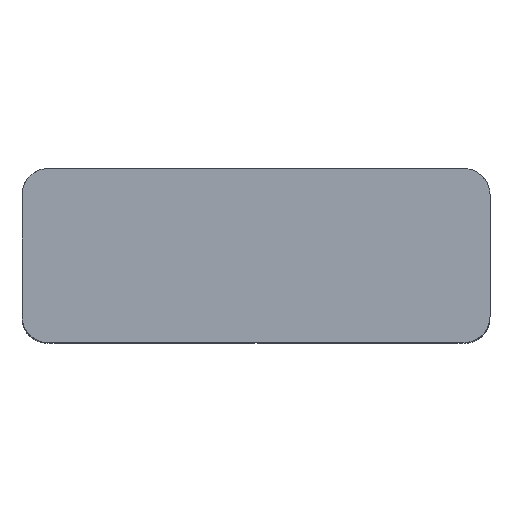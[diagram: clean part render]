
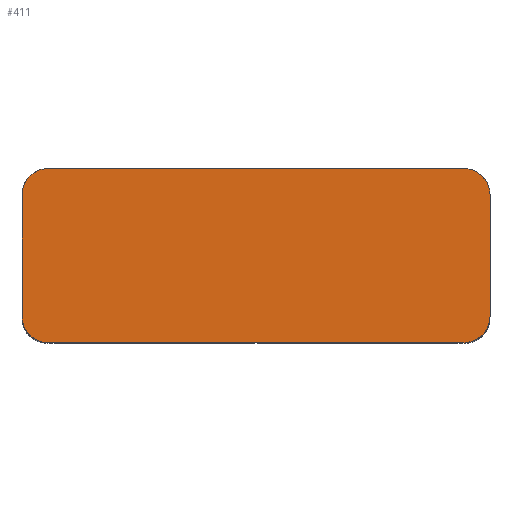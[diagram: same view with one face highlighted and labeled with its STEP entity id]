
A CAD part, top view. The second image highlights one B-rep face of the part: STEP entity #411.
In plain terms, the highlighted planar face has unit normal (0, 0, 1).
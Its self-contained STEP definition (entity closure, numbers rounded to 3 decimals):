
#411=ADVANCED_FACE($,(#835),#5458,.T.);
#835=FACE_OUTER_BOUND($,#1279,.T.);
#1279=EDGE_LOOP($,(#2924,#2925,#2926,#2927,#2928,#2929,#2930,#2931));
#2924=ORIENTED_EDGE($,*,*,#4263,.F.);
#2925=ORIENTED_EDGE($,*,*,#4267,.F.);
#2926=ORIENTED_EDGE($,*,*,#4270,.F.);
#2927=ORIENTED_EDGE($,*,*,#4273,.F.);
#2928=ORIENTED_EDGE($,*,*,#4276,.F.);
#2929=ORIENTED_EDGE($,*,*,#4279,.F.);
#2930=ORIENTED_EDGE($,*,*,#4282,.F.);
#2931=ORIENTED_EDGE($,*,*,#4284,.F.);
#4263=EDGE_CURVE($,#5076,#5077,#6714,.T.);
#4267=EDGE_CURVE($,#5079,#5076,#6204,.T.);
#4270=EDGE_CURVE($,#5081,#5079,#6716,.T.);
#4273=EDGE_CURVE($,#5083,#5081,#6208,.T.);
#4276=EDGE_CURVE($,#5085,#5083,#6718,.T.);
#4279=EDGE_CURVE($,#5087,#5085,#6212,.T.);
#4282=EDGE_CURVE($,#5089,#5087,#6720,.T.);
#4284=EDGE_CURVE($,#5077,#5089,#6215,.T.);
#5076=VERTEX_POINT($,#11528);
#5077=VERTEX_POINT($,#11529);
#5079=VERTEX_POINT($,#11531);
#5081=VERTEX_POINT($,#11533);
#5083=VERTEX_POINT($,#11535);
#5085=VERTEX_POINT($,#11537);
#5087=VERTEX_POINT($,#11539);
#5089=VERTEX_POINT($,#11541);
#5458=PLANE($,#7023);
#6204=B_SPLINE_CURVE_WITH_KNOTS($,1,(#11454,#11455),.UNSPECIFIED.,.F.,.F.,
(2,2),(-260.,0.),.UNSPECIFIED.);
#6208=B_SPLINE_CURVE_WITH_KNOTS($,1,(#11468,#11469),.UNSPECIFIED.,.F.,.F.,
(2,2),(-888.,0.),.UNSPECIFIED.);
#6212=B_SPLINE_CURVE_WITH_KNOTS($,1,(#11482,#11483),.UNSPECIFIED.,.F.,.F.,
(2,2),(-260.,0.),.UNSPECIFIED.);
#6215=B_SPLINE_CURVE_WITH_KNOTS($,1,(#11494,#11495),.UNSPECIFIED.,.F.,.F.,
(2,2),(-888.,0.),.UNSPECIFIED.);
#6714=(
BOUNDED_CURVE()
B_SPLINE_CURVE(2,(#11445,#11446,#11447),.UNSPECIFIED.,.F.,.F.)
B_SPLINE_CURVE_WITH_KNOTS((3,3),(-87.965,0.),.UNSPECIFIED.)
CURVE()
GEOMETRIC_REPRESENTATION_ITEM()
RATIONAL_B_SPLINE_CURVE((1.,0.707,1.))
REPRESENTATION_ITEM($)
);
#6716=(
BOUNDED_CURVE()
B_SPLINE_CURVE(2,(#11461,#11462,#11463),.UNSPECIFIED.,.F.,.F.)
B_SPLINE_CURVE_WITH_KNOTS((3,3),(-87.965,0.),.UNSPECIFIED.)
CURVE()
GEOMETRIC_REPRESENTATION_ITEM()
RATIONAL_B_SPLINE_CURVE((1.,0.707,1.))
REPRESENTATION_ITEM($)
);
#6718=(
BOUNDED_CURVE()
B_SPLINE_CURVE(2,(#11475,#11476,#11477),.UNSPECIFIED.,.F.,.F.)
B_SPLINE_CURVE_WITH_KNOTS((3,3),(-87.965,0.),.UNSPECIFIED.)
CURVE()
GEOMETRIC_REPRESENTATION_ITEM()
RATIONAL_B_SPLINE_CURVE((1.,0.707,1.))
REPRESENTATION_ITEM($)
);
#6720=(
BOUNDED_CURVE()
B_SPLINE_CURVE(2,(#11489,#11490,#11491),.UNSPECIFIED.,.F.,.F.)
B_SPLINE_CURVE_WITH_KNOTS((3,3),(-87.965,0.),.UNSPECIFIED.)
CURVE()
GEOMETRIC_REPRESENTATION_ITEM()
RATIONAL_B_SPLINE_CURVE((1.,0.707,1.))
REPRESENTATION_ITEM($)
);
#7023=AXIS2_PLACEMENT_3D($,#11525,#7300,$);
#7300=DIRECTION($,(0.,0.,1.));
#11445=CARTESIAN_POINT($,(625.277,-1013.26,1546.));
#11446=CARTESIAN_POINT($,(625.277,-1069.26,1546.));
#11447=CARTESIAN_POINT($,(569.277,-1069.26,1546.));
#11454=CARTESIAN_POINT($,(625.277,-753.26,1546.));
#11455=CARTESIAN_POINT($,(625.277,-1013.26,1546.));
#11461=CARTESIAN_POINT($,(569.277,-697.26,1546.));
#11462=CARTESIAN_POINT($,(625.277,-697.26,1546.));
#11463=CARTESIAN_POINT($,(625.277,-753.26,1546.));
#11468=CARTESIAN_POINT($,(-318.723,-697.26,1546.));
#11469=CARTESIAN_POINT($,(569.277,-697.26,1546.));
#11475=CARTESIAN_POINT($,(-374.723,-753.26,1546.));
#11476=CARTESIAN_POINT($,(-374.723,-697.26,1546.));
#11477=CARTESIAN_POINT($,(-318.723,-697.26,1546.));
#11482=CARTESIAN_POINT($,(-374.723,-1013.26,1546.));
#11483=CARTESIAN_POINT($,(-374.723,-753.26,1546.));
#11489=CARTESIAN_POINT($,(-318.723,-1069.26,1546.));
#11490=CARTESIAN_POINT($,(-374.723,-1069.26,1546.));
#11491=CARTESIAN_POINT($,(-374.723,-1013.26,1546.));
#11494=CARTESIAN_POINT($,(569.277,-1069.26,1546.));
#11495=CARTESIAN_POINT($,(-318.723,-1069.26,1546.));
#11525=CARTESIAN_POINT($,(-374.723,-1069.26,1546.));
#11528=CARTESIAN_POINT($,(625.277,-1013.26,1546.));
#11529=CARTESIAN_POINT($,(569.277,-1069.26,1546.));
#11531=CARTESIAN_POINT($,(625.277,-753.26,1546.));
#11533=CARTESIAN_POINT($,(569.277,-697.26,1546.));
#11535=CARTESIAN_POINT($,(-318.723,-697.26,1546.));
#11537=CARTESIAN_POINT($,(-374.723,-753.26,1546.));
#11539=CARTESIAN_POINT($,(-374.723,-1013.26,1546.));
#11541=CARTESIAN_POINT($,(-318.723,-1069.26,1546.));
